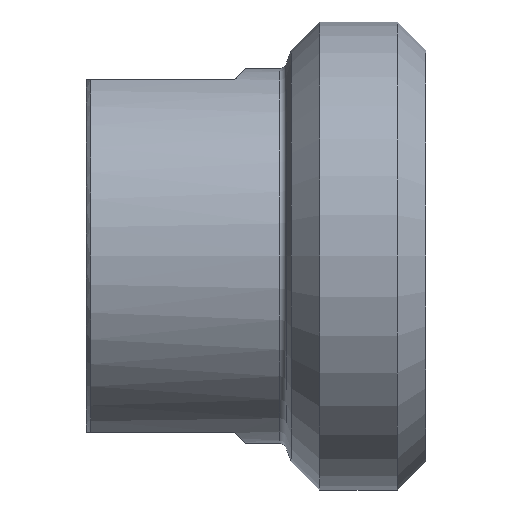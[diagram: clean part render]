
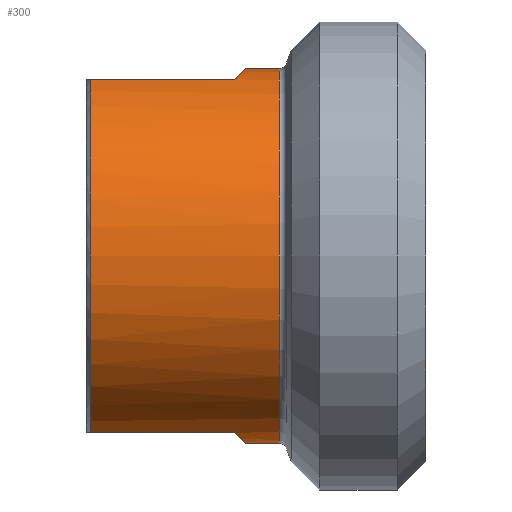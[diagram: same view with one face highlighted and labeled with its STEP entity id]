
A CAD part, front view. The second image highlights one B-rep face of the part: STEP entity #300.
In plain terms, the highlighted cylindrical face has radius 13.25 mm (diameter 26.5 mm), a full revolution.
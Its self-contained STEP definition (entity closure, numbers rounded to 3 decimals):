
#25=CIRCLE('',#340,13.25);
#26=CIRCLE('',#341,13.25);
#27=CIRCLE('',#342,13.25);
#28=CIRCLE('',#343,13.25);
#29=CIRCLE('',#344,13.25);
#48=CYLINDRICAL_SURFACE('',#339,13.25);
#59=FACE_OUTER_BOUND('',#76,.T.);
#76=EDGE_LOOP('',(#216,#217,#218,#219,#220,#221,#222,#223,#224,#225,#226,
#227,#228));
#92=LINE('',#485,#108);
#94=LINE('',#496,#110);
#96=LINE('',#504,#112);
#98=LINE('',#515,#114);
#99=LINE('',#521,#115);
#108=VECTOR('',#384,10.);
#110=VECTOR('',#386,10.);
#112=VECTOR('',#394,10.);
#114=VECTOR('',#396,10.);
#115=VECTOR('',#401,13.25);
#123=ELLIPSE('',#334,18.738,13.25);
#124=ELLIPSE('',#337,18.738,13.25);
#125=VERTEX_POINT('',#479);
#126=VERTEX_POINT('',#480);
#127=VERTEX_POINT('',#484);
#130=VERTEX_POINT('',#492);
#131=VERTEX_POINT('',#498);
#132=VERTEX_POINT('',#499);
#133=VERTEX_POINT('',#503);
#136=VERTEX_POINT('',#511);
#137=VERTEX_POINT('',#517);
#138=VERTEX_POINT('',#518);
#139=VERTEX_POINT('',#520);
#155=EDGE_CURVE('',#125,#126,#123,.T.);
#157=EDGE_CURVE('',#127,#125,#92,.T.);
#161=EDGE_CURVE('',#126,#130,#94,.T.);
#162=EDGE_CURVE('',#131,#132,#124,.T.);
#164=EDGE_CURVE('',#133,#131,#96,.T.);
#168=EDGE_CURVE('',#132,#136,#98,.T.);
#169=EDGE_CURVE('',#137,#138,#25,.T.);
#170=EDGE_CURVE('',#137,#139,#99,.T.);
#171=EDGE_CURVE('',#133,#139,#26,.T.);
#172=EDGE_CURVE('',#127,#136,#27,.T.);
#173=EDGE_CURVE('',#139,#130,#28,.T.);
#174=EDGE_CURVE('',#138,#137,#29,.T.);
#216=ORIENTED_EDGE('',*,*,#169,.F.);
#217=ORIENTED_EDGE('',*,*,#170,.T.);
#218=ORIENTED_EDGE('',*,*,#171,.F.);
#219=ORIENTED_EDGE('',*,*,#164,.T.);
#220=ORIENTED_EDGE('',*,*,#162,.T.);
#221=ORIENTED_EDGE('',*,*,#168,.T.);
#222=ORIENTED_EDGE('',*,*,#172,.F.);
#223=ORIENTED_EDGE('',*,*,#157,.T.);
#224=ORIENTED_EDGE('',*,*,#155,.T.);
#225=ORIENTED_EDGE('',*,*,#161,.T.);
#226=ORIENTED_EDGE('',*,*,#173,.F.);
#227=ORIENTED_EDGE('',*,*,#170,.F.);
#228=ORIENTED_EDGE('',*,*,#174,.F.);
#300=ADVANCED_FACE('',(#59),#48,.T.);
#334=AXIS2_PLACEMENT_3D('',#481,#379,#380);
#337=AXIS2_PLACEMENT_3D('',#500,#389,#390);
#339=AXIS2_PLACEMENT_3D('',#516,#397,#398);
#340=AXIS2_PLACEMENT_3D('',#519,#399,#400);
#341=AXIS2_PLACEMENT_3D('',#522,#402,#403);
#342=AXIS2_PLACEMENT_3D('',#523,#404,#405);
#343=AXIS2_PLACEMENT_3D('',#524,#406,#407);
#344=AXIS2_PLACEMENT_3D('',#525,#408,#409);
#379=DIRECTION('center_axis',(0.707,0.,-0.707));
#380=DIRECTION('ref_axis',(0.707,0.,0.707));
#384=DIRECTION('',(1.,0.,0.));
#386=DIRECTION('',(-1.,0.,0.));
#389=DIRECTION('center_axis',(0.707,0.,0.707));
#390=DIRECTION('ref_axis',(-0.707,0.,0.707));
#394=DIRECTION('',(1.,0.,0.));
#396=DIRECTION('',(-1.,0.,0.));
#397=DIRECTION('center_axis',(1.,0.,0.));
#398=DIRECTION('ref_axis',(0.,1.,0.));
#399=DIRECTION('center_axis',(1.,0.,0.));
#400=DIRECTION('ref_axis',(0.,-1.,0.));
#401=DIRECTION('',(-1.,0.,0.));
#402=DIRECTION('center_axis',(-1.,0.,0.));
#403=DIRECTION('ref_axis',(0.,-1.,0.));
#404=DIRECTION('center_axis',(-1.,0.,0.));
#405=DIRECTION('ref_axis',(0.,-1.,0.));
#406=DIRECTION('center_axis',(-1.,0.,0.));
#407=DIRECTION('ref_axis',(0.,-1.,0.));
#408=DIRECTION('center_axis',(1.,0.,0.));
#409=DIRECTION('ref_axis',(0.,-1.,0.));
#479=CARTESIAN_POINT('',(-13.5,4.395,12.5));
#480=CARTESIAN_POINT('',(-13.5,-4.395,12.5));
#481=CARTESIAN_POINT('Origin',(-26.,0.,0.));
#484=CARTESIAN_POINT('',(-23.7,4.395,12.5));
#485=CARTESIAN_POINT('',(-17.,4.395,12.5));
#492=CARTESIAN_POINT('',(-23.7,-4.395,12.5));
#496=CARTESIAN_POINT('',(-17.,-4.395,12.5));
#498=CARTESIAN_POINT('',(-13.5,-4.395,-12.5));
#499=CARTESIAN_POINT('',(-13.5,4.395,-12.5));
#500=CARTESIAN_POINT('Origin',(-26.,0.,0.));
#503=CARTESIAN_POINT('',(-23.7,-4.395,-12.5));
#504=CARTESIAN_POINT('',(-17.,-4.395,-12.5));
#511=CARTESIAN_POINT('',(-23.7,4.395,-12.5));
#515=CARTESIAN_POINT('',(-17.,4.395,-12.5));
#516=CARTESIAN_POINT('Origin',(-17.,0.,0.));
#517=CARTESIAN_POINT('',(-10.343,-13.25,0.));
#518=CARTESIAN_POINT('',(-10.343,0.,13.25));
#519=CARTESIAN_POINT('Origin',(-10.343,0.,0.));
#520=CARTESIAN_POINT('',(-23.7,-13.25,0.));
#521=CARTESIAN_POINT('',(-17.,-13.25,0.));
#522=CARTESIAN_POINT('Origin',(-23.7,0.,0.));
#523=CARTESIAN_POINT('Origin',(-23.7,0.,0.));
#524=CARTESIAN_POINT('Origin',(-23.7,0.,0.));
#525=CARTESIAN_POINT('Origin',(-10.343,0.,0.));
